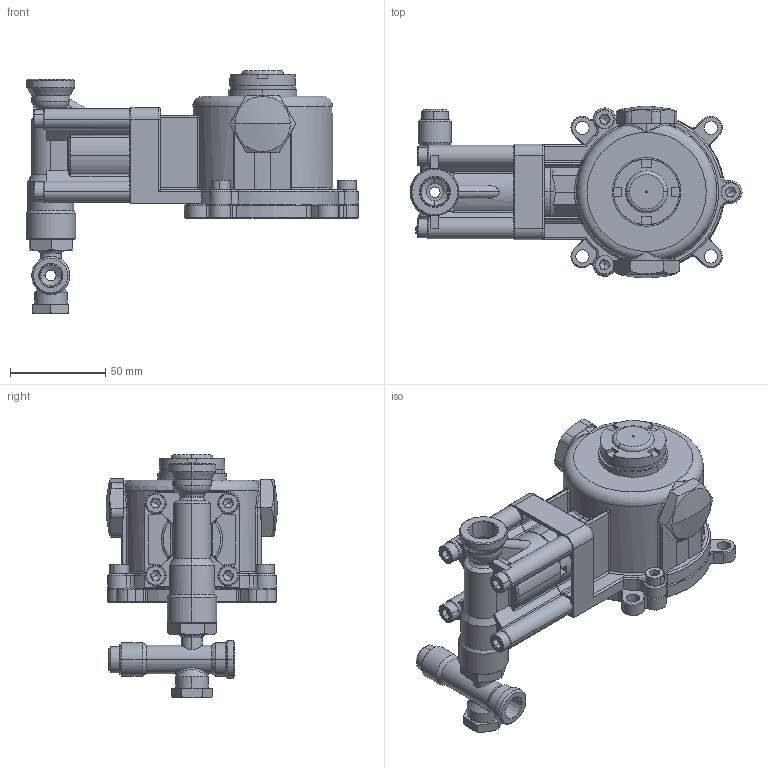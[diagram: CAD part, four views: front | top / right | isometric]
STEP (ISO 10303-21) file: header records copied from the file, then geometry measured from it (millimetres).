
FILE_DESCRIPTION (( 'STEP AP214' ), '1' );
FILE_NAME ('1CX.STEP', '2011-10-27T13:39:35', ( 'Mary Jo Helmbrecht' ), ( 'DDC' ), 'SwSTEP 2.0', 'SolidWorks 2011', '' );
FILE_SCHEMA (( 'AUTOMOTIVE_DESIGN' ));
Length unit declared in the file: millimetre
Products named in the file (1): 1CX
Bounding box: 174 x 89.98 x 127.52 mm (x, y, z)
Volume: 226062.9 mm3; surface area: 138770.2 mm2
Topology: 17 solids, 17 shells, 1255 faces, 3042 edges, 1861 vertices
Faces by surface type: plane 420, cylinder 404, cone 292, torus 113, bspline 16, sphere 10
Entity records: 52958 total; most frequent: CARTESIAN_POINT 9241, DIRECTION 6600, ORIENTED_EDGE 6028, EDGE_CURVE 3014, AXIS2_PLACEMENT_3D 2622, VERTEX_POINT 1861, CIRCLE 1382, EDGE_LOOP 1373
